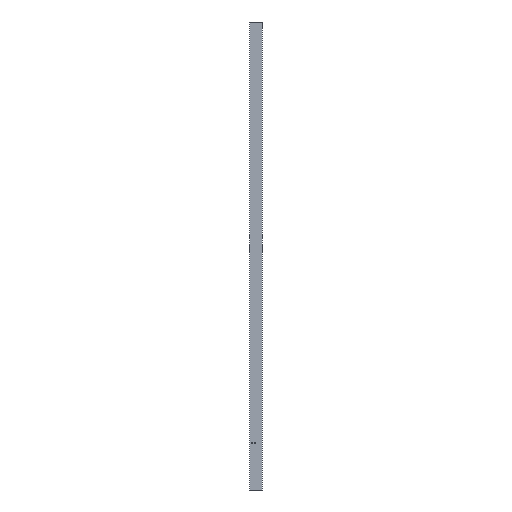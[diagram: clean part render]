
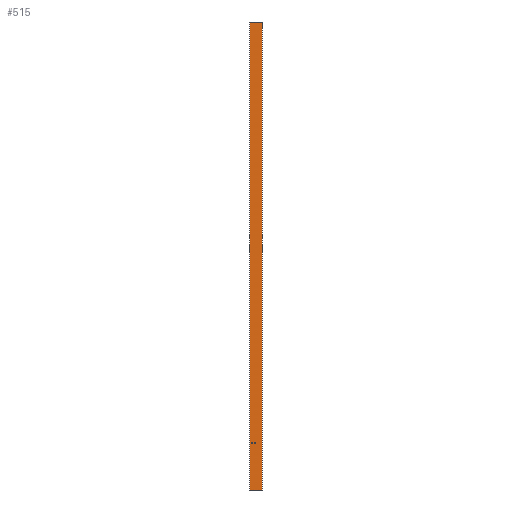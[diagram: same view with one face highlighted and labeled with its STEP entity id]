
A CAD part, left-side view. The second image highlights one B-rep face of the part: STEP entity #515.
In plain terms, the highlighted planar face has unit normal (-1, 0, 0).
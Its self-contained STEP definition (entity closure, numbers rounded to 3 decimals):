
#6 = DIRECTION ( 'NONE',  ( 0., 0., 1. ) ) ;
#11 = ORIENTED_EDGE ( 'NONE', *, *, #287, .F. ) ;
#16 = FACE_OUTER_BOUND ( 'NONE', #49, .T. ) ;
#24 = EDGE_CURVE ( 'NONE', #802, #197, #205, .T. ) ;
#30 = ORIENTED_EDGE ( 'NONE', *, *, #477, .T. ) ;
#32 = EDGE_LOOP ( 'NONE', ( #115, #46 ) ) ;
#45 = VERTEX_POINT ( 'NONE', #749 ) ;
#46 = ORIENTED_EDGE ( 'NONE', *, *, #312, .F. ) ;
#48 = VECTOR ( 'NONE', #168, 1000. ) ;
#49 = EDGE_LOOP ( 'NONE', ( #11, #30, #860, #759, #675, #644, #371, #573 ) ) ;
#52 = AXIS2_PLACEMENT_3D ( 'NONE', #347, #569, #275 ) ;
#76 = AXIS2_PLACEMENT_3D ( 'NONE', #231, #449, #6 ) ;
#88 = EDGE_CURVE ( 'NONE', #670, #897, #259, .T. ) ;
#93 = CARTESIAN_POINT ( 'NONE',  ( -1.5, 80.053, -1500. ) ) ;
#96 = EDGE_CURVE ( 'NONE', #491, #802, #143, .T. ) ;
#105 = DIRECTION ( 'NONE',  ( 0., 0., 1. ) ) ;
#112 = EDGE_CURVE ( 'NONE', #491, #194, #621, .T. ) ;
#115 = ORIENTED_EDGE ( 'NONE', *, *, #655, .F. ) ;
#131 = AXIS2_PLACEMENT_3D ( 'NONE', #413, #349, #488 ) ;
#136 = EDGE_CURVE ( 'NONE', #197, #525, #423, .T. ) ;
#141 = CARTESIAN_POINT ( 'NONE',  ( -1.5, 77.464, 1500. ) ) ;
#143 = LINE ( 'NONE', #213, #344 ) ;
#152 = CARTESIAN_POINT ( 'NONE',  ( -1.5, 64.963, -1204.5 ) ) ;
#168 = DIRECTION ( 'NONE',  ( 0., -1., 0. ) ) ;
#172 = VERTEX_POINT ( 'NONE', #850 ) ;
#194 = VERTEX_POINT ( 'NONE', #790 ) ;
#197 = VERTEX_POINT ( 'NONE', #874 ) ;
#204 = VECTOR ( 'NONE', #696, 1000. ) ;
#205 = LINE ( 'NONE', #141, #645 ) ;
#213 = CARTESIAN_POINT ( 'NONE',  ( -1.5, 0., 1500. ) ) ;
#216 = CIRCLE ( 'NONE', #783, 4.5 ) ;
#217 = DIRECTION ( 'NONE',  ( 0., 1., 0. ) ) ;
#231 = CARTESIAN_POINT ( 'NONE',  ( -1.5, 0., 1500. ) ) ;
#240 = FACE_BOUND ( 'NONE', #638, .T. ) ;
#251 = ORIENTED_EDGE ( 'NONE', *, *, #88, .F. ) ;
#259 = CIRCLE ( 'NONE', #52, 4.5 ) ;
#274 = DIRECTION ( 'NONE',  ( 0., 0., 1. ) ) ;
#275 = DIRECTION ( 'NONE',  ( 0., 0., 1. ) ) ;
#276 = CARTESIAN_POINT ( 'NONE',  ( -1.5, 0., -1500. ) ) ;
#280 = CIRCLE ( 'NONE', #788, 4.5 ) ;
#287 = EDGE_CURVE ( 'NONE', #172, #457, #493, .T. ) ;
#312 = EDGE_CURVE ( 'NONE', #691, #810, #527, .T. ) ;
#344 = VECTOR ( 'NONE', #686, 1000. ) ;
#347 = CARTESIAN_POINT ( 'NONE',  ( -1.5, 64.963, -1200. ) ) ;
#349 = DIRECTION ( 'NONE',  ( -1., 0., 0. ) ) ;
#353 = CARTESIAN_POINT ( 'NONE',  ( -1.5, 0., 1500. ) ) ;
#359 = LINE ( 'NONE', #276, #695 ) ;
#363 = CARTESIAN_POINT ( 'NONE',  ( -1.5, 2.5, 1500. ) ) ;
#371 = ORIENTED_EDGE ( 'NONE', *, *, #136, .T. ) ;
#413 = CARTESIAN_POINT ( 'NONE',  ( -1.5, 47.963, -1200. ) ) ;
#423 = LINE ( 'NONE', #764, #813 ) ;
#428 = EDGE_CURVE ( 'NONE', #45, #194, #575, .T. ) ;
#434 = CARTESIAN_POINT ( 'NONE',  ( -1.5, 77.464, -1500. ) ) ;
#449 = DIRECTION ( 'NONE',  ( -1., 0., 0. ) ) ;
#457 = VERTEX_POINT ( 'NONE', #434 ) ;
#477 = EDGE_CURVE ( 'NONE', #172, #45, #510, .T. ) ;
#488 = DIRECTION ( 'NONE',  ( 0., 0., 1. ) ) ;
#489 = CARTESIAN_POINT ( 'NONE',  ( -1.5, 47.963, -1200. ) ) ;
#491 = VERTEX_POINT ( 'NONE', #363 ) ;
#493 = LINE ( 'NONE', #767, #204 ) ;
#501 = DIRECTION ( 'NONE',  ( -1., 0., 0. ) ) ;
#505 = CARTESIAN_POINT ( 'NONE',  ( -1.5, 1.5, 1500. ) ) ;
#506 = CARTESIAN_POINT ( 'NONE',  ( -1.5, 47.963, -1195.5 ) ) ;
#510 = LINE ( 'NONE', #650, #48 ) ;
#515 = ADVANCED_FACE ( 'NONE', ( #581, #240, #16 ), #871, .T. ) ;
#525 = VERTEX_POINT ( 'NONE', #93 ) ;
#527 = CIRCLE ( 'NONE', #131, 4.5 ) ;
#533 = CARTESIAN_POINT ( 'NONE',  ( -1.5, 64.963, -1195.5 ) ) ;
#536 = CARTESIAN_POINT ( 'NONE',  ( -1.5, 64.963, -1200. ) ) ;
#547 = VECTOR ( 'NONE', #105, 1000. ) ;
#569 = DIRECTION ( 'NONE',  ( -1., 0., 0. ) ) ;
#570 = ORIENTED_EDGE ( 'NONE', *, *, #919, .F. ) ;
#573 = ORIENTED_EDGE ( 'NONE', *, *, #580, .F. ) ;
#575 = LINE ( 'NONE', #505, #547 ) ;
#576 = CARTESIAN_POINT ( 'NONE',  ( -1.5, 77.464, 1500. ) ) ;
#580 = EDGE_CURVE ( 'NONE', #457, #525, #359, .T. ) ;
#581 = FACE_BOUND ( 'NONE', #32, .T. ) ;
#621 = LINE ( 'NONE', #353, #765 ) ;
#638 = EDGE_LOOP ( 'NONE', ( #570, #251 ) ) ;
#644 = ORIENTED_EDGE ( 'NONE', *, *, #24, .T. ) ;
#645 = VECTOR ( 'NONE', #837, 1000. ) ;
#650 = CARTESIAN_POINT ( 'NONE',  ( -1.5, 2.5, -1500. ) ) ;
#655 = EDGE_CURVE ( 'NONE', #810, #691, #280, .T. ) ;
#670 = VERTEX_POINT ( 'NONE', #152 ) ;
#675 = ORIENTED_EDGE ( 'NONE', *, *, #96, .T. ) ;
#686 = DIRECTION ( 'NONE',  ( 0., 1., 0. ) ) ;
#691 = VERTEX_POINT ( 'NONE', #761 ) ;
#695 = VECTOR ( 'NONE', #217, 1000. ) ;
#696 = DIRECTION ( 'NONE',  ( 0., 1., 0. ) ) ;
#699 = DIRECTION ( 'NONE',  ( 0., 0., -1. ) ) ;
#738 = DIRECTION ( 'NONE',  ( 0., 0., 1. ) ) ;
#749 = CARTESIAN_POINT ( 'NONE',  ( -1.5, 1.5, -1500. ) ) ;
#759 = ORIENTED_EDGE ( 'NONE', *, *, #112, .F. ) ;
#761 = CARTESIAN_POINT ( 'NONE',  ( -1.5, 47.963, -1204.5 ) ) ;
#764 = CARTESIAN_POINT ( 'NONE',  ( -1.5, 80.053, 1500. ) ) ;
#765 = VECTOR ( 'NONE', #834, 1000. ) ;
#767 = CARTESIAN_POINT ( 'NONE',  ( -1.5, 0., -1500. ) ) ;
#783 = AXIS2_PLACEMENT_3D ( 'NONE', #536, #884, #738 ) ;
#788 = AXIS2_PLACEMENT_3D ( 'NONE', #489, #501, #274 ) ;
#790 = CARTESIAN_POINT ( 'NONE',  ( -1.5, 1.5, 1500. ) ) ;
#802 = VERTEX_POINT ( 'NONE', #576 ) ;
#810 = VERTEX_POINT ( 'NONE', #506 ) ;
#813 = VECTOR ( 'NONE', #699, 1000. ) ;
#834 = DIRECTION ( 'NONE',  ( 0., -1., 0. ) ) ;
#837 = DIRECTION ( 'NONE',  ( 0., 1., 0. ) ) ;
#850 = CARTESIAN_POINT ( 'NONE',  ( -1.5, 2.5, -1500. ) ) ;
#860 = ORIENTED_EDGE ( 'NONE', *, *, #428, .T. ) ;
#871 = PLANE ( 'NONE',  #76 ) ;
#874 = CARTESIAN_POINT ( 'NONE',  ( -1.5, 80.053, 1500. ) ) ;
#884 = DIRECTION ( 'NONE',  ( -1., 0., 0. ) ) ;
#897 = VERTEX_POINT ( 'NONE', #533 ) ;
#919 = EDGE_CURVE ( 'NONE', #897, #670, #216, .T. ) ;
